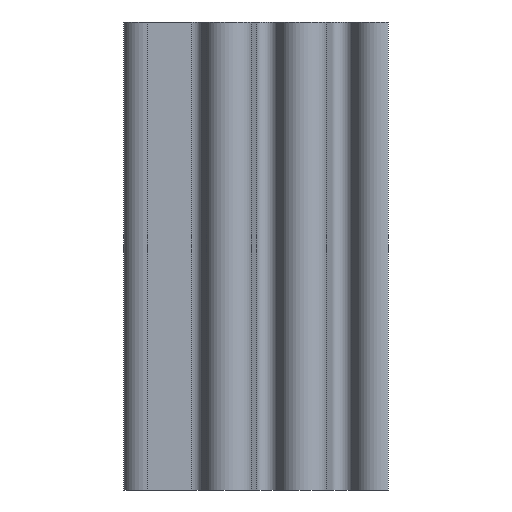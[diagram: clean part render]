
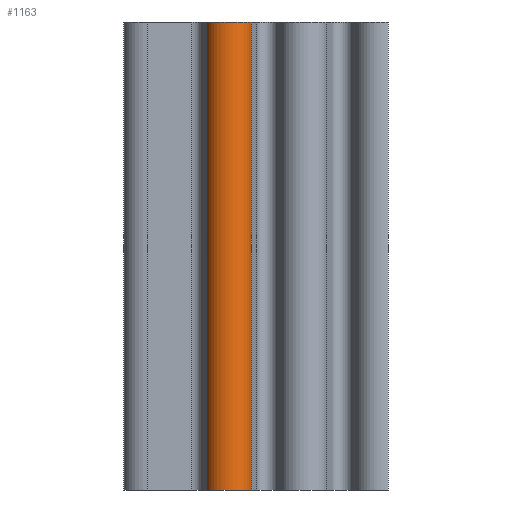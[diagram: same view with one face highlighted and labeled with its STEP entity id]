
A CAD part, left-side view. The second image highlights one B-rep face of the part: STEP entity #1163.
In plain terms, the highlighted cylindrical face has radius 2.7 mm (diameter 5.4 mm), a partial arc.
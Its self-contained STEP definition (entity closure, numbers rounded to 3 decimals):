
#49=FACE_OUTER_BOUND('',#111,.T.);
#111=EDGE_LOOP('',(#779,#780,#781,#782));
#175=LINE('',#1746,#295);
#176=LINE('',#1752,#296);
#295=VECTOR('',#1379,10.);
#296=VECTOR('',#1386,10.);
#413=CIRCLE('',#1248,2.7);
#414=CIRCLE('',#1249,2.7);
#475=VERTEX_POINT('',#1742);
#476=VERTEX_POINT('',#1744);
#477=VERTEX_POINT('',#1748);
#478=VERTEX_POINT('',#1750);
#597=EDGE_CURVE('',#475,#476,#175,.T.);
#598=EDGE_CURVE('',#477,#475,#413,.T.);
#599=EDGE_CURVE('',#478,#476,#414,.T.);
#600=EDGE_CURVE('',#477,#478,#176,.T.);
#779=ORIENTED_EDGE('',*,*,#598,.T.);
#780=ORIENTED_EDGE('',*,*,#597,.T.);
#781=ORIENTED_EDGE('',*,*,#599,.F.);
#782=ORIENTED_EDGE('',*,*,#600,.F.);
#1132=CYLINDRICAL_SURFACE('',#1247,2.7);
#1163=ADVANCED_FACE('',(#49),#1132,.T.);
#1247=AXIS2_PLACEMENT_3D('',#1747,#1380,#1381);
#1248=AXIS2_PLACEMENT_3D('',#1749,#1382,#1383);
#1249=AXIS2_PLACEMENT_3D('',#1751,#1384,#1385);
#1379=DIRECTION('',(0.,0.,1.));
#1380=DIRECTION('center_axis',(0.,0.,1.));
#1381=DIRECTION('ref_axis',(-0.376,0.927,0.));
#1382=DIRECTION('center_axis',(0.,0.,1.));
#1383=DIRECTION('ref_axis',(-0.376,0.927,0.));
#1384=DIRECTION('center_axis',(0.,0.,1.));
#1385=DIRECTION('ref_axis',(-0.376,0.927,0.));
#1386=DIRECTION('',(0.,0.,1.));
#1742=CARTESIAN_POINT('',(-14.655,113.229,0.));
#1744=CARTESIAN_POINT('',(-14.655,113.229,53.));
#1746=CARTESIAN_POINT('',(-14.655,113.229,0.));
#1747=CARTESIAN_POINT('Origin',(-13.639,115.731,0.));
#1748=CARTESIAN_POINT('',(-14.655,118.232,0.));
#1749=CARTESIAN_POINT('Origin',(-13.639,115.731,0.));
#1750=CARTESIAN_POINT('',(-14.655,118.232,53.));
#1751=CARTESIAN_POINT('Origin',(-13.639,115.731,53.));
#1752=CARTESIAN_POINT('',(-14.655,118.232,0.));
